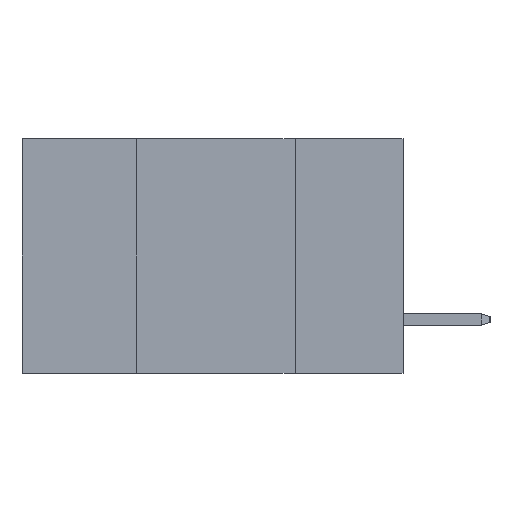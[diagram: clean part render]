
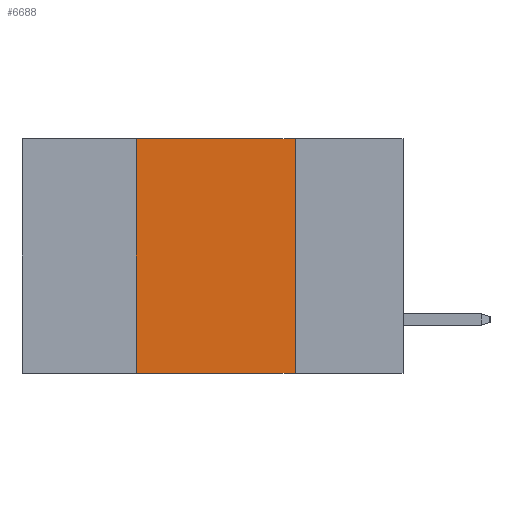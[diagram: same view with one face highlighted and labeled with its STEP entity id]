
A CAD part, left-side view. The second image highlights one B-rep face of the part: STEP entity #6688.
In plain terms, the highlighted planar face has unit normal (-1, 0, 0).
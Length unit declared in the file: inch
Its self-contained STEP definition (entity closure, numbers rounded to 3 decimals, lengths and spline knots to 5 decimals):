
#689 = CARTESIAN_POINT ( 'NONE',  ( 0., 0.42, -0.37 ) ) ;
#1073 = CARTESIAN_POINT ( 'NONE',  ( 0., 0.42, 0. ) ) ;
#1169 = FACE_OUTER_BOUND ( 'NONE', #2945, .T. ) ;
#1255 = EDGE_CURVE ( 'NONE', #6294, #4493, #3327, .T. ) ;
#1574 = CARTESIAN_POINT ( 'NONE',  ( 0., 0.42, 0. ) ) ;
#2064 = AXIS2_PLACEMENT_3D ( 'NONE', #3420, #9632, #5692 ) ;
#2288 = ORIENTED_EDGE ( 'NONE', *, *, #1255, .F. ) ;
#2612 = VECTOR ( 'NONE', #9629, 39.37008 ) ;
#2631 = CARTESIAN_POINT ( 'NONE',  ( 0., 0.17, 0. ) ) ;
#2717 = VERTEX_POINT ( 'NONE', #7785 ) ;
#2945 = EDGE_LOOP ( 'NONE', ( #9142, #6576, #2288, #4506 ) ) ;
#3327 = LINE ( 'NONE', #1073, #2612 ) ;
#3420 = CARTESIAN_POINT ( 'NONE',  ( 0., 0.6, 0. ) ) ;
#4346 = LINE ( 'NONE', #2631, #6841 ) ;
#4493 = VERTEX_POINT ( 'NONE', #1574 ) ;
#4506 = ORIENTED_EDGE ( 'NONE', *, *, #7165, .T. ) ;
#4606 = EDGE_CURVE ( 'NONE', #4493, #2717, #8674, .T. ) ;
#5377 = CARTESIAN_POINT ( 'NONE',  ( 0., 0.6, 0. ) ) ;
#5552 = LINE ( 'NONE', #8690, #7364 ) ;
#5692 = DIRECTION ( 'NONE',  ( 0., 0., -1. ) ) ;
#5795 = DIRECTION ( 'NONE',  ( 0., 0., -1. ) ) ;
#6069 = VECTOR ( 'NONE', #7145, 39.37008 ) ;
#6294 = VERTEX_POINT ( 'NONE', #689 ) ;
#6521 = PLANE ( 'NONE',  #2064 ) ;
#6576 = ORIENTED_EDGE ( 'NONE', *, *, #4606, .F. ) ;
#6688 = ADVANCED_FACE ( 'NONE', ( #1169 ), #6521, .F. ) ;
#6740 = EDGE_CURVE ( 'NONE', #2717, #9005, #4346, .T. ) ;
#6841 = VECTOR ( 'NONE', #5795, 39.37008 ) ;
#7145 = DIRECTION ( 'NONE',  ( 0., -1., 0. ) ) ;
#7165 = EDGE_CURVE ( 'NONE', #6294, #9005, #5552, .T. ) ;
#7263 = CARTESIAN_POINT ( 'NONE',  ( 0., 0.17, -0.37 ) ) ;
#7364 = VECTOR ( 'NONE', #9527, 39.37008 ) ;
#7785 = CARTESIAN_POINT ( 'NONE',  ( 0., 0.17, 0. ) ) ;
#8674 = LINE ( 'NONE', #5377, #6069 ) ;
#8690 = CARTESIAN_POINT ( 'NONE',  ( 0., 0.6, -0.37 ) ) ;
#9005 = VERTEX_POINT ( 'NONE', #7263 ) ;
#9142 = ORIENTED_EDGE ( 'NONE', *, *, #6740, .F. ) ;
#9527 = DIRECTION ( 'NONE',  ( 0., -1., 0. ) ) ;
#9629 = DIRECTION ( 'NONE',  ( 0., 0., 1. ) ) ;
#9632 = DIRECTION ( 'NONE',  ( 1., 0., 0. ) ) ;
